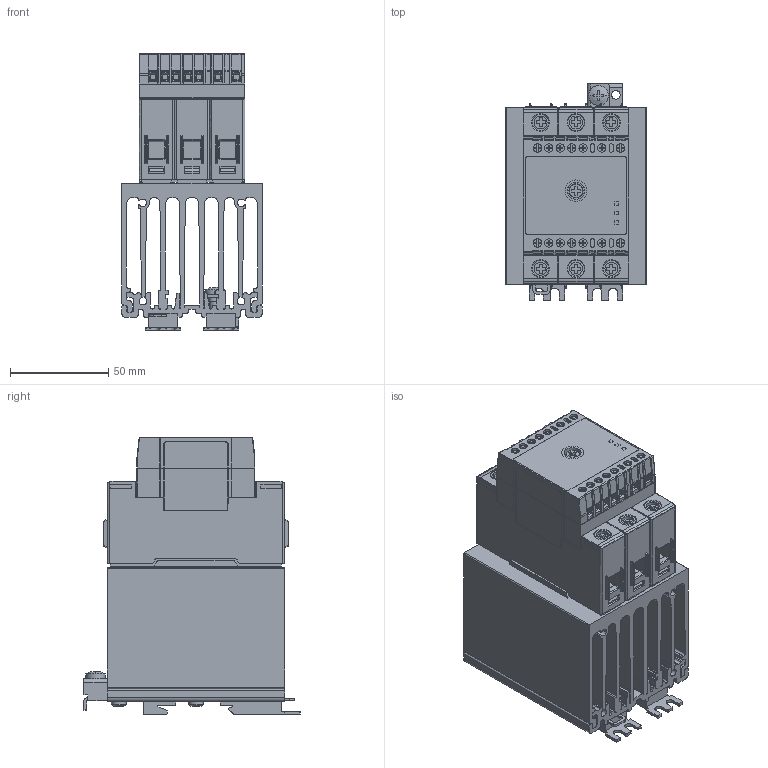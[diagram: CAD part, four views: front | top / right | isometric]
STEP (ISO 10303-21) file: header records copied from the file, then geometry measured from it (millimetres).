
FILE_DESCRIPTION((''),'2;1');
FILE_NAME('CGI0995-03.stp','2018-11-07T11:23:14',(''),(''),'Mechanical Desktop 2011','Mechanical Desktop 2011',', , ');
FILE_SCHEMA(('AUTOMOTIVE_DESIGN { 1 2 10303 214 1 1 1 1 }'));
Length unit declared in the file: millimetre
Products named in the file (2): Product; CGI0995-03
Bounding box: 71.3 x 110 x 140.7 mm (x, y, z)
Volume: 471716.1 mm3; surface area: 163403.1 mm2
Topology: 4 solids, 4 shells, 3019 faces, 8295 edges, 5380 vertices
Faces by surface type: bspline 1259, plane 1055, cylinder 630, sphere 29, cone 26, torus 20
Entity records: 120173 total; most frequent: CARTESIAN_POINT 46432, ORIENTED_EDGE 16512, DIRECTION 13769, EDGE_CURVE 8256, VERTEX_POINT 5382, VECTOR 5295, LINE 5295, AXIS2_PLACEMENT_3D 4237
